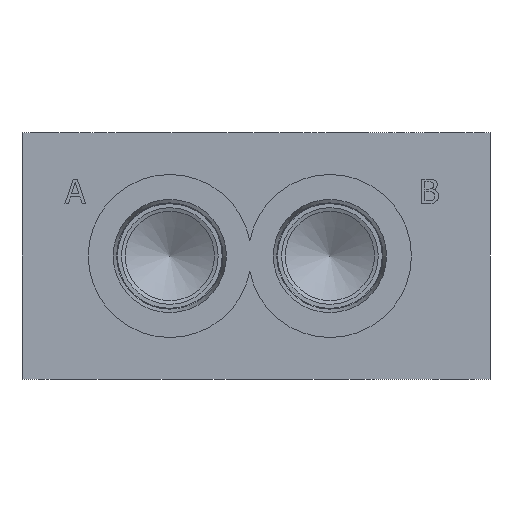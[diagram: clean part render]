
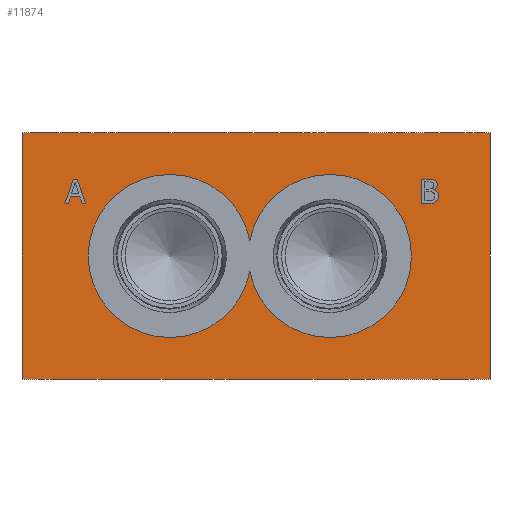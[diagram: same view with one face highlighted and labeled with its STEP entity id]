
A CAD part, left-side view. The second image highlights one B-rep face of the part: STEP entity #11874.
In plain terms, the highlighted planar face has unit normal (-1, 0, 0).
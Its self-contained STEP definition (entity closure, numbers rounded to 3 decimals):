
#152=CIRCLE('',#12379,21.019);
#153=CIRCLE('',#12380,21.019);
#440=FACE_BOUND('',#2026,.T.);
#441=FACE_BOUND('',#2027,.T.);
#442=FACE_BOUND('',#2028,.T.);
#737=B_SPLINE_CURVE_WITH_KNOTS('',2,(#19472,#19473,#19474,#19475),
 .UNSPECIFIED.,.F.,.F.,(3,1,3),(0.,1.,2.),.UNSPECIFIED.);
#739=B_SPLINE_CURVE_WITH_KNOTS('',2,(#19499,#19500,#19501,#19502),
 .UNSPECIFIED.,.F.,.F.,(3,1,3),(0.,1.,2.),.UNSPECIFIED.);
#741=B_SPLINE_CURVE_WITH_KNOTS('',2,(#19518,#19519,#19520,#19521),
 .UNSPECIFIED.,.F.,.F.,(3,1,3),(0.,1.,2.),.UNSPECIFIED.);
#743=B_SPLINE_CURVE_WITH_KNOTS('',2,(#19537,#19538,#19539,#19540),
 .UNSPECIFIED.,.F.,.F.,(3,1,3),(0.,1.,2.),.UNSPECIFIED.);
#745=B_SPLINE_CURVE_WITH_KNOTS('',2,(#19574,#19575,#19576,#19577),
 .UNSPECIFIED.,.F.,.F.,(3,1,3),(0.,1.,2.),.UNSPECIFIED.);
#747=B_SPLINE_CURVE_WITH_KNOTS('',2,(#19592,#19593,#19594,#19595),
 .UNSPECIFIED.,.F.,.F.,(3,1,3),(0.,1.,2.),.UNSPECIFIED.);
#1368=FACE_OUTER_BOUND('',#2025,.T.);
#2025=EDGE_LOOP('',(#9685,#9686,#9687,#9688));
#2026=EDGE_LOOP('',(#9689,#9690,#9691,#9692,#9693,#9694,#9695,#9696,#9697,
#9698));
#2027=EDGE_LOOP('',(#9699,#9700));
#2028=EDGE_LOOP('',(#9701,#9702,#9703,#9704,#9705,#9706,#9707,#9708));
#2297=LINE('',#15630,#3407);
#2710=LINE('',#18232,#3820);
#3179=LINE('',#19486,#4289);
#3185=LINE('',#19549,#4295);
#3188=LINE('',#19555,#4298);
#3191=LINE('',#19561,#4301);
#3195=LINE('',#19603,#4305);
#3196=LINE('',#19604,#4306);
#3197=LINE('',#19611,#4307);
#3198=LINE('',#19613,#4308);
#3199=LINE('',#19615,#4309);
#3200=LINE('',#19617,#4310);
#3201=LINE('',#19619,#4311);
#3202=LINE('',#19621,#4312);
#3203=LINE('',#19623,#4313);
#3204=LINE('',#19624,#4314);
#3407=VECTOR('',#12891,10.);
#3820=VECTOR('',#13550,10.);
#4289=VECTOR('',#14363,10.);
#4295=VECTOR('',#14371,10.);
#4298=VECTOR('',#14376,10.);
#4301=VECTOR('',#14381,10.);
#4305=VECTOR('',#14389,10.);
#4306=VECTOR('',#14390,10.);
#4307=VECTOR('',#14395,10.);
#4308=VECTOR('',#14396,10.);
#4309=VECTOR('',#14397,10.);
#4310=VECTOR('',#14398,10.);
#4311=VECTOR('',#14399,10.);
#4312=VECTOR('',#14400,10.);
#4313=VECTOR('',#14401,10.);
#4314=VECTOR('',#14402,10.);
#4508=VERTEX_POINT('',#15626);
#4510=VERTEX_POINT('',#15629);
#4928=VERTEX_POINT('',#18230);
#5265=VERTEX_POINT('',#19470);
#5266=VERTEX_POINT('',#19471);
#5269=VERTEX_POINT('',#19485);
#5271=VERTEX_POINT('',#19498);
#5273=VERTEX_POINT('',#19517);
#5275=VERTEX_POINT('',#19536);
#5277=VERTEX_POINT('',#19548);
#5279=VERTEX_POINT('',#19554);
#5281=VERTEX_POINT('',#19560);
#5283=VERTEX_POINT('',#19573);
#5285=VERTEX_POINT('',#19602);
#5286=VERTEX_POINT('',#19605);
#5287=VERTEX_POINT('',#19606);
#5288=VERTEX_POINT('',#19609);
#5289=VERTEX_POINT('',#19610);
#5290=VERTEX_POINT('',#19612);
#5291=VERTEX_POINT('',#19614);
#5292=VERTEX_POINT('',#19616);
#5293=VERTEX_POINT('',#19618);
#5294=VERTEX_POINT('',#19620);
#5295=VERTEX_POINT('',#19622);
#5676=EDGE_CURVE('',#4510,#4508,#2297,.T.);
#6301=EDGE_CURVE('',#4508,#4928,#2710,.T.);
#6804=EDGE_CURVE('',#5265,#5266,#737,.T.);
#6808=EDGE_CURVE('',#5269,#5265,#3179,.T.);
#6811=EDGE_CURVE('',#5271,#5269,#739,.T.);
#6814=EDGE_CURVE('',#5273,#5271,#741,.T.);
#6817=EDGE_CURVE('',#5275,#5273,#743,.T.);
#6820=EDGE_CURVE('',#5277,#5275,#3185,.T.);
#6823=EDGE_CURVE('',#5279,#5277,#3188,.T.);
#6826=EDGE_CURVE('',#5281,#5279,#3191,.T.);
#6829=EDGE_CURVE('',#5283,#5281,#745,.T.);
#6832=EDGE_CURVE('',#5266,#5283,#747,.T.);
#6834=EDGE_CURVE('',#5285,#4928,#3195,.T.);
#6835=EDGE_CURVE('',#4510,#5285,#3196,.T.);
#6836=EDGE_CURVE('',#5286,#5287,#152,.T.);
#6837=EDGE_CURVE('',#5287,#5286,#153,.T.);
#6838=EDGE_CURVE('',#5288,#5289,#3197,.T.);
#6839=EDGE_CURVE('',#5289,#5290,#3198,.T.);
#6840=EDGE_CURVE('',#5290,#5291,#3199,.T.);
#6841=EDGE_CURVE('',#5291,#5292,#3200,.T.);
#6842=EDGE_CURVE('',#5292,#5293,#3201,.T.);
#6843=EDGE_CURVE('',#5293,#5294,#3202,.T.);
#6844=EDGE_CURVE('',#5294,#5295,#3203,.T.);
#6845=EDGE_CURVE('',#5295,#5288,#3204,.T.);
#9685=ORIENTED_EDGE('',*,*,#5676,.T.);
#9686=ORIENTED_EDGE('',*,*,#6301,.T.);
#9687=ORIENTED_EDGE('',*,*,#6834,.F.);
#9688=ORIENTED_EDGE('',*,*,#6835,.F.);
#9689=ORIENTED_EDGE('',*,*,#6804,.T.);
#9690=ORIENTED_EDGE('',*,*,#6832,.T.);
#9691=ORIENTED_EDGE('',*,*,#6829,.T.);
#9692=ORIENTED_EDGE('',*,*,#6826,.T.);
#9693=ORIENTED_EDGE('',*,*,#6823,.T.);
#9694=ORIENTED_EDGE('',*,*,#6820,.T.);
#9695=ORIENTED_EDGE('',*,*,#6817,.T.);
#9696=ORIENTED_EDGE('',*,*,#6814,.T.);
#9697=ORIENTED_EDGE('',*,*,#6811,.T.);
#9698=ORIENTED_EDGE('',*,*,#6808,.T.);
#9699=ORIENTED_EDGE('',*,*,#6836,.T.);
#9700=ORIENTED_EDGE('',*,*,#6837,.T.);
#9701=ORIENTED_EDGE('',*,*,#6838,.T.);
#9702=ORIENTED_EDGE('',*,*,#6839,.T.);
#9703=ORIENTED_EDGE('',*,*,#6840,.T.);
#9704=ORIENTED_EDGE('',*,*,#6841,.T.);
#9705=ORIENTED_EDGE('',*,*,#6842,.T.);
#9706=ORIENTED_EDGE('',*,*,#6843,.T.);
#9707=ORIENTED_EDGE('',*,*,#6844,.T.);
#9708=ORIENTED_EDGE('',*,*,#6845,.T.);
#10942=PLANE('',#12378);
#11874=ADVANCED_FACE('',(#1368,#440,#441,#442),#10942,.T.);
#12378=AXIS2_PLACEMENT_3D('',#19601,#14387,#14388);
#12379=AXIS2_PLACEMENT_3D('',#19607,#14391,#14392);
#12380=AXIS2_PLACEMENT_3D('',#19608,#14393,#14394);
#12891=DIRECTION('',(0.,-1.,0.));
#13550=DIRECTION('',(0.,0.,1.));
#14363=DIRECTION('',(0.,0.,-1.));
#14371=DIRECTION('',(0.,-1.,0.));
#14376=DIRECTION('',(0.,0.,1.));
#14381=DIRECTION('',(0.,1.,0.));
#14387=DIRECTION('center_axis',(-1.,0.,0.));
#14388=DIRECTION('ref_axis',(0.,-1.,0.));
#14389=DIRECTION('',(0.,-1.,0.));
#14390=DIRECTION('',(0.,0.,1.));
#14391=DIRECTION('center_axis',(1.,0.,0.));
#14392=DIRECTION('ref_axis',(0.,0.,1.));
#14393=DIRECTION('center_axis',(1.,0.,0.));
#14394=DIRECTION('ref_axis',(0.,0.,1.));
#14395=DIRECTION('',(0.,1.,0.));
#14396=DIRECTION('',(0.,-0.319,0.948));
#14397=DIRECTION('',(0.,-1.,0.));
#14398=DIRECTION('',(0.,-0.319,-0.948));
#14399=DIRECTION('',(0.,1.,0.));
#14400=DIRECTION('',(0.,0.309,0.951));
#14401=DIRECTION('',(0.,1.,0.));
#14402=DIRECTION('',(0.,0.309,-0.951));
#15626=CARTESIAN_POINT('',(0.,0.,0.));
#15629=CARTESIAN_POINT('',(0.,120.65,0.));
#15630=CARTESIAN_POINT('',(0.,120.65,0.));
#18230=CARTESIAN_POINT('',(0.,0.,63.5));
#18232=CARTESIAN_POINT('',(0.,0.,0.));
#19470=CARTESIAN_POINT('',(0.,14.495,48.774));
#19471=CARTESIAN_POINT('',(0.,13.306,47.194));
#19472=CARTESIAN_POINT('Ctrl Pts',(0.,14.495,48.774));
#19473=CARTESIAN_POINT('Ctrl Pts',(0.,13.929,48.619));
#19474=CARTESIAN_POINT('Ctrl Pts',(0.,13.306,47.801));
#19475=CARTESIAN_POINT('Ctrl Pts',(0.,13.306,47.194));
#19485=CARTESIAN_POINT('',(0.,14.495,48.805));
#19486=CARTESIAN_POINT('',(0.,14.495,24.402));
#19498=CARTESIAN_POINT('',(0.,13.604,50.163));
#19499=CARTESIAN_POINT('Ctrl Pts',(0.,13.604,50.163));
#19500=CARTESIAN_POINT('Ctrl Pts',(0.,13.604,49.716));
#19501=CARTESIAN_POINT('Ctrl Pts',(0.,14.078,49.005));
#19502=CARTESIAN_POINT('Ctrl Pts',(0.,14.495,48.805));
#19517=CARTESIAN_POINT('',(0.,14.263,51.336));
#19518=CARTESIAN_POINT('Ctrl Pts',(0.,14.263,51.336));
#19519=CARTESIAN_POINT('Ctrl Pts',(0.,13.918,51.156));
#19520=CARTESIAN_POINT('Ctrl Pts',(0.,13.604,50.565));
#19521=CARTESIAN_POINT('Ctrl Pts',(0.,13.604,50.163));
#19536=CARTESIAN_POINT('',(0.,15.93,51.594));
#19537=CARTESIAN_POINT('Ctrl Pts',(0.,15.93,51.594));
#19538=CARTESIAN_POINT('Ctrl Pts',(0.,15.251,51.594));
#19539=CARTESIAN_POINT('Ctrl Pts',(0.,14.572,51.506));
#19540=CARTESIAN_POINT('Ctrl Pts',(0.,14.263,51.336));
#19548=CARTESIAN_POINT('',(0.,17.613,51.594));
#19549=CARTESIAN_POINT('',(0.,69.132,51.594));
#19554=CARTESIAN_POINT('',(0.,17.613,45.244));
#19555=CARTESIAN_POINT('',(0.,17.613,22.622));
#19560=CARTESIAN_POINT('',(0.,15.791,45.244));
#19561=CARTESIAN_POINT('',(0.,68.221,45.244));
#19573=CARTESIAN_POINT('',(0.,13.965,45.758));
#19574=CARTESIAN_POINT('Ctrl Pts',(0.,13.965,45.758));
#19575=CARTESIAN_POINT('Ctrl Pts',(0.,14.325,45.48));
#19576=CARTESIAN_POINT('Ctrl Pts',(0.,15.143,45.244));
#19577=CARTESIAN_POINT('Ctrl Pts',(0.,15.791,45.244));
#19592=CARTESIAN_POINT('Ctrl Pts',(0.,13.306,47.194));
#19593=CARTESIAN_POINT('Ctrl Pts',(0.,13.306,46.721));
#19594=CARTESIAN_POINT('Ctrl Pts',(0.,13.666,45.995));
#19595=CARTESIAN_POINT('Ctrl Pts',(0.,13.965,45.758));
#19601=CARTESIAN_POINT('Origin',(0.,120.65,0.));
#19602=CARTESIAN_POINT('',(0.,120.65,63.5));
#19603=CARTESIAN_POINT('',(0.,120.65,63.5));
#19604=CARTESIAN_POINT('',(0.,120.65,0.));
#19605=CARTESIAN_POINT('',(0.,61.913,35.734));
#19606=CARTESIAN_POINT('',(0.,61.913,27.766));
#19607=CARTESIAN_POINT('Origin',(0.,41.275,31.75));
#19608=CARTESIAN_POINT('Origin',(0.,82.55,31.75));
#19609=CARTESIAN_POINT('',(0.,108.724,45.244));
#19610=CARTESIAN_POINT('',(0.,109.579,45.244));
#19611=CARTESIAN_POINT('',(0.,114.687,45.244));
#19612=CARTESIAN_POINT('',(0.,107.438,51.594));
#19613=CARTESIAN_POINT('',(0.,116.992,23.255));
#19614=CARTESIAN_POINT('',(0.,106.399,51.594));
#19615=CARTESIAN_POINT('',(0.,114.044,51.594));
#19616=CARTESIAN_POINT('',(0.,104.258,45.244));
#19617=CARTESIAN_POINT('',(0.,99.317,30.586));
#19618=CARTESIAN_POINT('',(0.,105.148,45.244));
#19619=CARTESIAN_POINT('',(0.,112.454,45.244));
#19620=CARTESIAN_POINT('',(0.,105.724,47.019));
#19621=CARTESIAN_POINT('',(0.,99.243,27.055));
#19622=CARTESIAN_POINT('',(0.,108.148,47.019));
#19623=CARTESIAN_POINT('',(0.,113.187,47.019));
#19624=CARTESIAN_POINT('',(0.,115.649,23.915));
